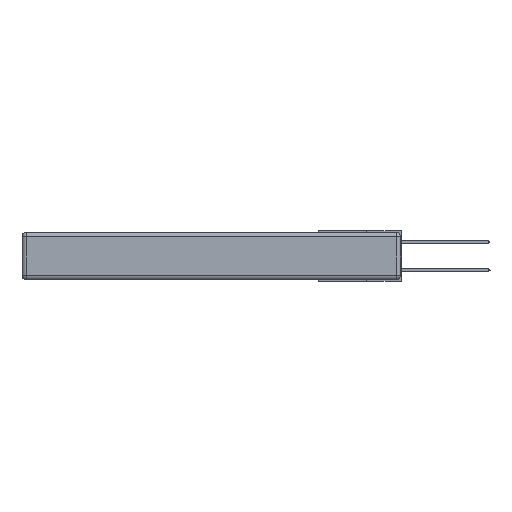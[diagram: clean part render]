
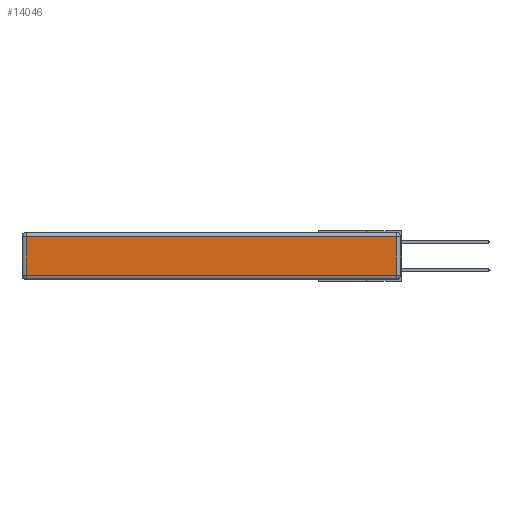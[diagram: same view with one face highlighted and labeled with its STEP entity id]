
A CAD part, left-side view. The second image highlights one B-rep face of the part: STEP entity #14046.
In plain terms, the highlighted planar face has unit normal (-1, 0, 0).
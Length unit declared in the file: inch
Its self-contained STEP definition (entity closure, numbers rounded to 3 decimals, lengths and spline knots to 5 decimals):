
#700 = VERTEX_POINT ( 'NONE', #7465 ) ;
#1185 = CARTESIAN_POINT ( 'NONE',  ( 0., 0.03, -0.03 ) ) ;
#2378 = CARTESIAN_POINT ( 'NONE',  ( 0., 2.75, -0.03 ) ) ;
#2812 = CARTESIAN_POINT ( 'NONE',  ( 0., 0., -0.313 ) ) ;
#3039 = ORIENTED_EDGE ( 'NONE', *, *, #10776, .T. ) ;
#3219 = DIRECTION ( 'NONE',  ( 0., 0., 1. ) ) ;
#4514 = DIRECTION ( 'NONE',  ( -1., 0., 0. ) ) ;
#4576 = CARTESIAN_POINT ( 'NONE',  ( 0., 0., -0.343 ) ) ;
#5340 = DIRECTION ( 'NONE',  ( 0., 0., -1. ) ) ;
#5567 = CARTESIAN_POINT ( 'NONE',  ( 0., 0.03, -0.343 ) ) ;
#5803 = VECTOR ( 'NONE', #5340, 39.37008 ) ;
#5991 = ORIENTED_EDGE ( 'NONE', *, *, #8620, .T. ) ;
#6556 = VERTEX_POINT ( 'NONE', #1185 ) ;
#6804 = LINE ( 'NONE', #5567, #9720 ) ;
#7465 = CARTESIAN_POINT ( 'NONE',  ( 0., 0.03, -0.313 ) ) ;
#8402 = DIRECTION ( 'NONE',  ( 0., -1., 0. ) ) ;
#8504 = AXIS2_PLACEMENT_3D ( 'NONE', #4576, #4514, #3219 ) ;
#8620 = EDGE_CURVE ( 'NONE', #6556, #16693, #9582, .T. ) ;
#9582 = LINE ( 'NONE', #2378, #16311 ) ;
#9678 = DIRECTION ( 'NONE',  ( 0., 1., 0. ) ) ;
#9720 = VECTOR ( 'NONE', #17229, 39.37008 ) ;
#10665 = VECTOR ( 'NONE', #8402, 39.37008 ) ;
#10701 = VERTEX_POINT ( 'NONE', #11199 ) ;
#10719 = ORIENTED_EDGE ( 'NONE', *, *, #18528, .T. ) ;
#10776 = EDGE_CURVE ( 'NONE', #700, #6556, #6804, .T. ) ;
#11199 = CARTESIAN_POINT ( 'NONE',  ( 0., 2.72, -0.313 ) ) ;
#12077 = FACE_OUTER_BOUND ( 'NONE', #18358, .T. ) ;
#12470 = CARTESIAN_POINT ( 'NONE',  ( 0., 2.72, -0.343 ) ) ;
#12824 = ORIENTED_EDGE ( 'NONE', *, *, #13798, .T. ) ;
#12975 = LINE ( 'NONE', #12470, #5803 ) ;
#13581 = LINE ( 'NONE', #2812, #10665 ) ;
#13798 = EDGE_CURVE ( 'NONE', #16693, #10701, #12975, .T. ) ;
#14046 = ADVANCED_FACE ( 'NONE', ( #12077 ), #16088, .T. ) ;
#15764 = CARTESIAN_POINT ( 'NONE',  ( 0., 2.72, -0.03 ) ) ;
#16088 = PLANE ( 'NONE',  #8504 ) ;
#16311 = VECTOR ( 'NONE', #9678, 39.37008 ) ;
#16693 = VERTEX_POINT ( 'NONE', #15764 ) ;
#17229 = DIRECTION ( 'NONE',  ( 0., 0., 1. ) ) ;
#18358 = EDGE_LOOP ( 'NONE', ( #10719, #3039, #5991, #12824 ) ) ;
#18528 = EDGE_CURVE ( 'NONE', #10701, #700, #13581, .T. ) ;
